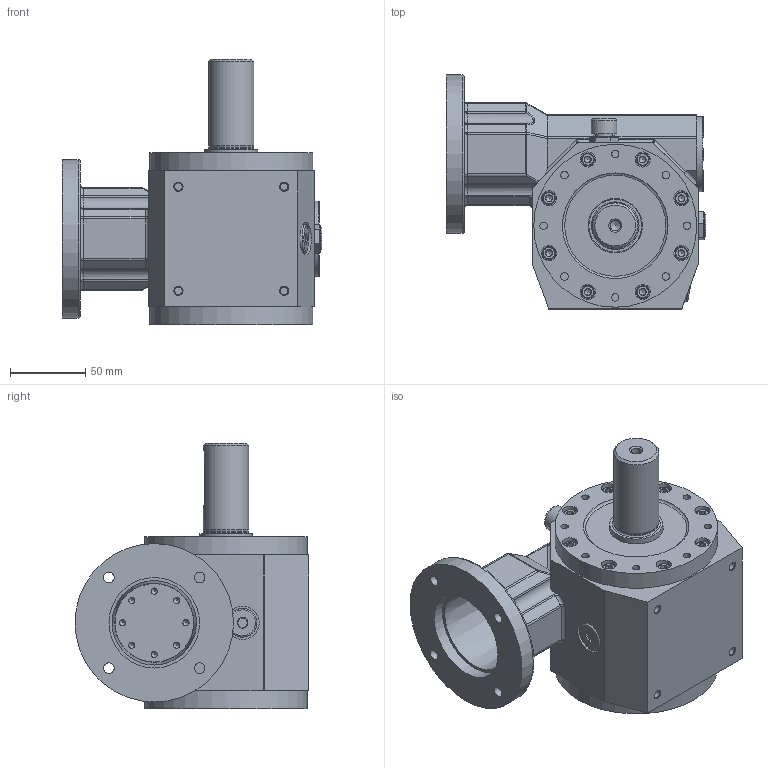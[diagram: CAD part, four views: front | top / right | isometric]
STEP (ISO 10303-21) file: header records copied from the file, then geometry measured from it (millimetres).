
FILE_DESCRIPTION( ( 'Unknown' ), '1' );
FILE_NAME( '2-1KW.stp', 'Unknown', ( 'Unknown' ), ( 'Unknown' ), 'PSStep 13.0', 'Unknown', ' ' );
FILE_SCHEMA( ( 'AUTOMOTIVE_DESIGN { 1 0 10303 214 1 1 1 1 }' ) );
Length unit declared in the file: millimetre
Products named in the file (1): 021-610-0014-2
Bounding box: 172 x 155 x 176 mm (x, y, z)
Volume: 1498052.2 mm3; surface area: 133527 mm2
Topology: 1 solids, 25 shells, 967 faces, 2367 edges, 1495 vertices
Faces by surface type: plane 426, cone 220, cylinder 214, torus 71, bspline 28, sphere 8
Full cylindrical faces by diameter (mm): 4 x8, 4.3 x8, 4.917 x16, 5 x20, 5.5 x16, 6.8 x1, 7 x4, 8 x8, 8.5 x16, 10 x17, 11 x1, 17 x3, 19 x3, 22 x5, 29.6 x1, 30 x1, 35 x1, 36 x1, 50 x1, 52 x1, 60 x1, 105 x1, 108 x2
Entity records: 46084 total; most frequent: CARTESIAN_POINT 17914, DIRECTION 4126, ORIENTED_EDGE 3830, EDGE_CURVE 1915, AXIS2_PLACEMENT_3D 1643, EDGE_LOOP 1381, VERTEX_POINT 1377, FACE_OUTER_BOUND 1170
